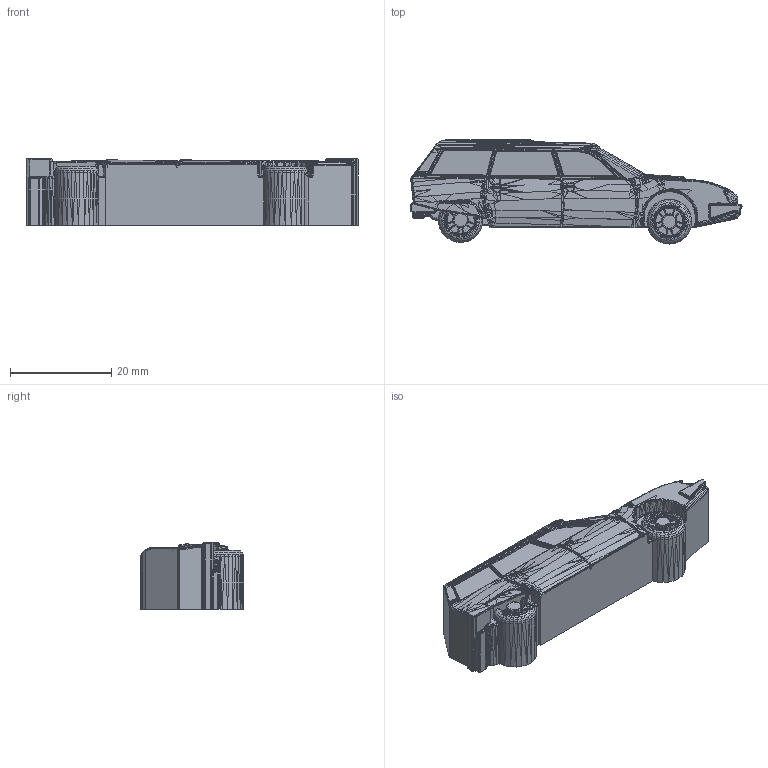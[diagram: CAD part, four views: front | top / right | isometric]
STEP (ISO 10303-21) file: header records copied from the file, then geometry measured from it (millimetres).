
FILE_DESCRIPTION(('STEP AP214'),'1');
FILE_NAME('cx.stp','2015-03-12T09:14:56',(' '),(' '),'Spatial InterOp 3D',' ',' ');
FILE_SCHEMA(('automotive_design'));
Length unit declared in the file: metre
Products named in the file (2): 1; 2
Bounding box: 65.58 x 20.54 x 13.2 mm (x, y, z)
Topology: 2 solids, 2 shells, 10971 faces, 21037 edges, 10070 vertices
Faces by surface type: plane 10970, bspline 1
Entity records: 343274 total; most frequent: DIRECTION 42981, CARTESIAN_POINT 42379, ORIENTED_EDGE 42074, EDGE_CURVE 21037, LINE 21037, VECTOR 21037, AXIS2_PLACEMENT_3D 10972, STYLED_ITEM 10971
